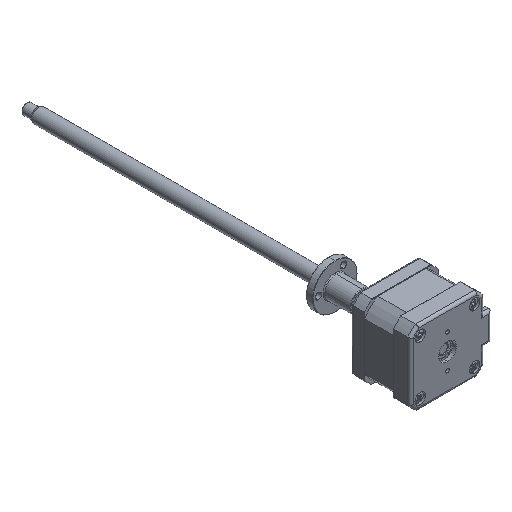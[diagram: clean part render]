
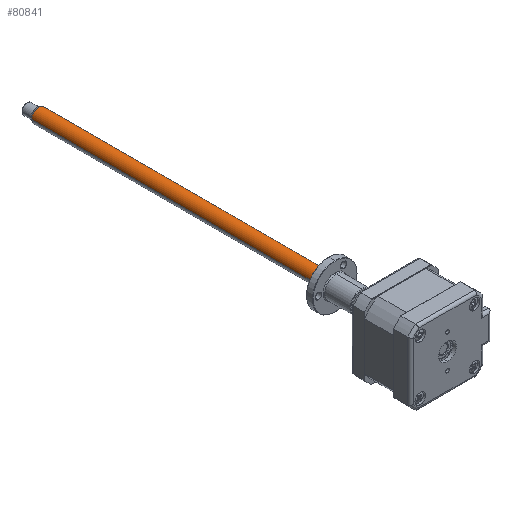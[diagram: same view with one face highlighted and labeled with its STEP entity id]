
A CAD part, isometric view. The second image highlights one B-rep face of the part: STEP entity #80841.
In plain terms, the highlighted cylindrical face has radius 4 mm (diameter 8 mm), a partial arc.
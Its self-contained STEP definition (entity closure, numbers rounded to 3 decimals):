
#6523 = FACE_OUTER_BOUND ( 'NONE', #44959, .T. ) ;
#6527 = CARTESIAN_POINT ( 'NONE',  ( -4., 0., 31.3 ) ) ;
#7192 = LINE ( 'NONE', #52112, #57403 ) ;
#7385 = DIRECTION ( 'NONE',  ( 0., 0., -1. ) ) ;
#8710 = VECTOR ( 'NONE', #53923, 1000. ) ;
#9917 = VERTEX_POINT ( 'NONE', #54979 ) ;
#12262 = VERTEX_POINT ( 'NONE', #6527 ) ;
#16225 = ORIENTED_EDGE ( 'NONE', *, *, #58805, .F. ) ;
#29187 = EDGE_CURVE ( 'NONE', #73018, #12262, #43554, .T. ) ;
#36137 = DIRECTION ( 'NONE',  ( 0., 0., -1. ) ) ;
#36499 = DIRECTION ( 'NONE',  ( 0., 0., -1. ) ) ;
#39457 = ORIENTED_EDGE ( 'NONE', *, *, #59092, .T. ) ;
#42744 = CARTESIAN_POINT ( 'NONE',  ( 0., 0., 231.3 ) ) ;
#43554 = LINE ( 'NONE', #60519, #8710 ) ;
#44569 = CARTESIAN_POINT ( 'NONE',  ( -4., 0., 230.3 ) ) ;
#44959 = EDGE_LOOP ( 'NONE', ( #77840, #39457, #54695, #16225 ) ) ;
#46615 = CARTESIAN_POINT ( 'NONE',  ( 0., 0., 31.3 ) ) ;
#47606 = AXIS2_PLACEMENT_3D ( 'NONE', #75717, #36499, #82294 ) ;
#52112 = CARTESIAN_POINT ( 'NONE',  ( 4., 0., 231.3 ) ) ;
#53219 = DIRECTION ( 'NONE',  ( -1., 0., 0. ) ) ;
#53923 = DIRECTION ( 'NONE',  ( 0., 0., -1. ) ) ;
#54695 = ORIENTED_EDGE ( 'NONE', *, *, #29187, .T. ) ;
#54979 = CARTESIAN_POINT ( 'NONE',  ( 4., 0., 230.3 ) ) ;
#57403 = VECTOR ( 'NONE', #58720, 1000. ) ;
#58285 = CIRCLE ( 'NONE', #47606, 4. ) ;
#58720 = DIRECTION ( 'NONE',  ( 0., 0., -1. ) ) ;
#58805 = EDGE_CURVE ( 'NONE', #76109, #12262, #70542, .T. ) ;
#59092 = EDGE_CURVE ( 'NONE', #9917, #73018, #58285, .T. ) ;
#60519 = CARTESIAN_POINT ( 'NONE',  ( -4., 0., 231.3 ) ) ;
#62210 = DIRECTION ( 'NONE',  ( -1., 0., 0. ) ) ;
#66788 = AXIS2_PLACEMENT_3D ( 'NONE', #46615, #7385, #53219 ) ;
#70542 = CIRCLE ( 'NONE', #66788, 4. ) ;
#72060 = CYLINDRICAL_SURFACE ( 'NONE', #82266, 4. ) ;
#73018 = VERTEX_POINT ( 'NONE', #44569 ) ;
#75717 = CARTESIAN_POINT ( 'NONE',  ( 0., 0., 230.3 ) ) ;
#76109 = VERTEX_POINT ( 'NONE', #79180 ) ;
#77840 = ORIENTED_EDGE ( 'NONE', *, *, #84318, .F. ) ;
#79180 = CARTESIAN_POINT ( 'NONE',  ( 4., 0., 31.3 ) ) ;
#80841 = ADVANCED_FACE ( 'NONE', ( #6523 ), #72060, .T. ) ;
#82266 = AXIS2_PLACEMENT_3D ( 'NONE', #42744, #36137, #62210 ) ;
#82294 = DIRECTION ( 'NONE',  ( 1., 0., 0. ) ) ;
#84318 = EDGE_CURVE ( 'NONE', #9917, #76109, #7192, .T. ) ;
